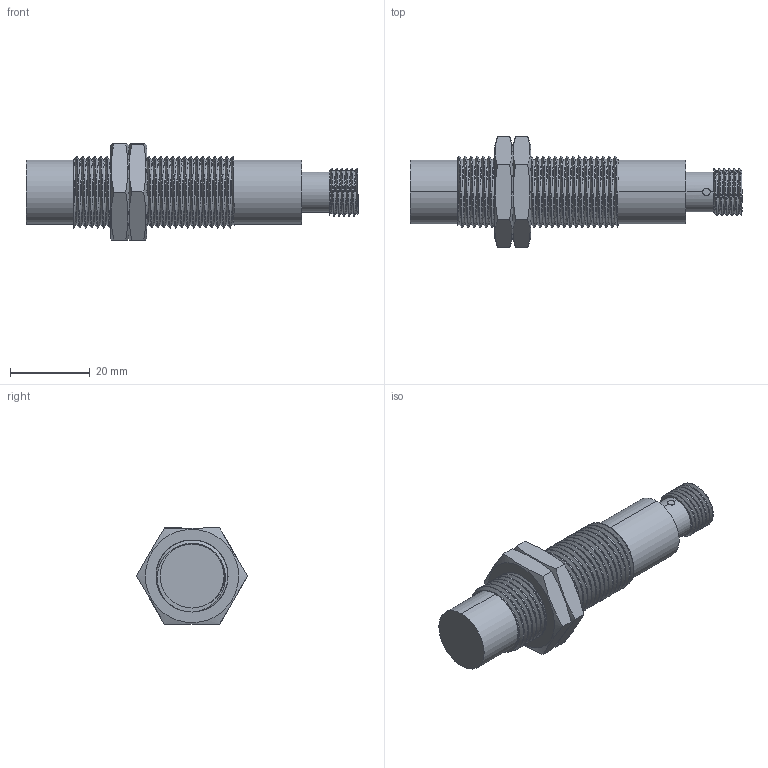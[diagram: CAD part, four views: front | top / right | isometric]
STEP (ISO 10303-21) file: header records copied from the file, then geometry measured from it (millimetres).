
FILE_DESCRIPTION (( 'STEP AP214' ), '1' );
FILE_NAME ('PXINDTYN18-20NO-E2_3D.STEP', '2022-11-15T20:47:42', ( '' ), ( '' ), 'SwSTEP 2.0', 'SolidWorks 2022', '' );
FILE_SCHEMA (( 'AUTOMOTIVE_DESIGN' ));
Length unit declared in the file: inch
Products named in the file (1): PXINDTYN18-20NO-E2_3D
Bounding box: 83 x 27.71 x 24 mm (x, y, z)
Volume: 18404.8 mm3; surface area: 7880.8 mm2
Topology: 2 solids, 2 shells, 107 faces, 289 edges, 194 vertices
Faces by surface type: cylinder 76, plane 21, bspline 10
Entity records: 18000 total; most frequent: CARTESIAN_POINT 14433, ORIENTED_EDGE 578, DIRECTION 323, EDGE_CURVE 289, VERTEX_POINT 194, AXIS2_PLACEMENT_3D 118, EDGE_LOOP 117, ADVANCED_FACE 107
